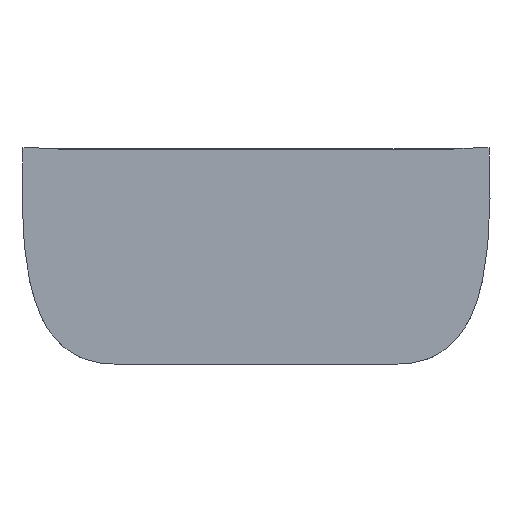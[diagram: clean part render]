
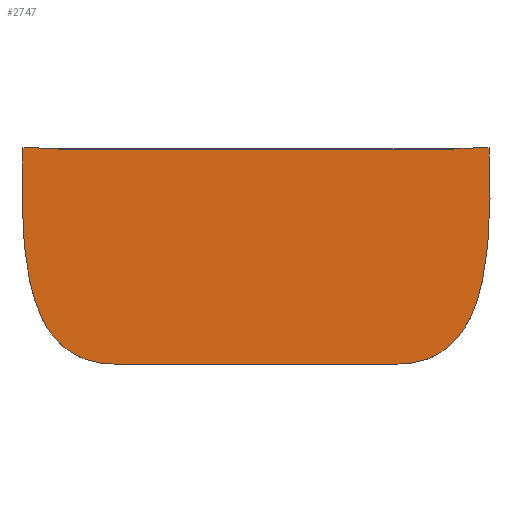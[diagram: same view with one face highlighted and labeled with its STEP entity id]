
A CAD part, front view. The second image highlights one B-rep face of the part: STEP entity #2747.
In plain terms, the highlighted planar face has unit normal (0, -1, 0).
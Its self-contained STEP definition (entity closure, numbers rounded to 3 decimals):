
#120=B_SPLINE_CURVE_WITH_KNOTS('',3,(#5384,#5385,#5386,#5387,#5388,#5389,
#5390,#5391,#5392,#5393,#5394,#5395),.UNSPECIFIED.,.F.,.F.,(4,1,1,1,1,1,
1,1,1,4),(0.,0.143,0.214,0.285,0.356,
0.428,0.57,0.713,0.855,
0.998),.UNSPECIFIED.);
#122=B_SPLINE_CURVE_WITH_KNOTS('',3,(#5421,#5422,#5423,#5424),
 .UNSPECIFIED.,.F.,.F.,(4,4),(1.,1.),.UNSPECIFIED.);
#123=B_SPLINE_CURVE_WITH_KNOTS('',3,(#5426,#5427,#5428,#5429,#5430,#5431,
#5432,#5433,#5434,#5435,#5436,#5437),.UNSPECIFIED.,.F.,.F.,(4,1,1,1,1,1,
1,1,1,4),(0.,0.143,0.214,0.285,0.357,
0.428,0.57,0.713,0.856,
0.998),.UNSPECIFIED.);
#333=FACE_OUTER_BOUND('',#497,.T.);
#497=EDGE_LOOP('',(#2361,#2362,#2363,#2364,#2365,#2366,#2367,#2368,#2369));
#750=LINE('',#5310,#1022);
#754=LINE('',#5326,#1026);
#757=LINE('',#5412,#1029);
#760=LINE('',#5418,#1032);
#761=LINE('',#5420,#1033);
#762=LINE('',#5438,#1034);
#1022=VECTOR('',#3518,10.);
#1026=VECTOR('',#3524,10.);
#1029=VECTOR('',#3529,10.);
#1032=VECTOR('',#3534,10.);
#1033=VECTOR('',#3535,10.);
#1034=VECTOR('',#3536,10.);
#1280=VERTEX_POINT('',#5308);
#1281=VERTEX_POINT('',#5309);
#1284=VERTEX_POINT('',#5322);
#1286=VERTEX_POINT('',#5325);
#1288=VERTEX_POINT('',#5383);
#1290=VERTEX_POINT('',#5411);
#1292=VERTEX_POINT('',#5417);
#1293=VERTEX_POINT('',#5419);
#1294=VERTEX_POINT('',#5425);
#1641=EDGE_CURVE('',#1280,#1281,#750,.T.);
#1646=EDGE_CURVE('',#1286,#1284,#754,.T.);
#1649=EDGE_CURVE('',#1288,#1286,#120,.T.);
#1652=EDGE_CURVE('',#1280,#1290,#757,.T.);
#1655=EDGE_CURVE('',#1292,#1284,#760,.T.);
#1656=EDGE_CURVE('',#1292,#1293,#761,.T.);
#1657=EDGE_CURVE('',#1293,#1290,#122,.T.);
#1658=EDGE_CURVE('',#1294,#1281,#123,.T.);
#1659=EDGE_CURVE('',#1288,#1294,#762,.T.);
#2361=ORIENTED_EDGE('',*,*,#1646,.T.);
#2362=ORIENTED_EDGE('',*,*,#1655,.F.);
#2363=ORIENTED_EDGE('',*,*,#1656,.T.);
#2364=ORIENTED_EDGE('',*,*,#1657,.T.);
#2365=ORIENTED_EDGE('',*,*,#1652,.F.);
#2366=ORIENTED_EDGE('',*,*,#1641,.T.);
#2367=ORIENTED_EDGE('',*,*,#1658,.F.);
#2368=ORIENTED_EDGE('',*,*,#1659,.F.);
#2369=ORIENTED_EDGE('',*,*,#1649,.T.);
#2542=PLANE('',#2951);
#2747=ADVANCED_FACE('',(#333),#2542,.T.);
#2951=AXIS2_PLACEMENT_3D('',#5416,#3532,#3533);
#3518=DIRECTION('',(-1.,0.,0.));
#3524=DIRECTION('',(-1.,0.,0.));
#3529=DIRECTION('',(0.999,0.,-0.047));
#3532=DIRECTION('center_axis',(0.,-1.,0.));
#3533=DIRECTION('ref_axis',(0.,0.,-1.));
#3534=DIRECTION('',(0.999,0.,0.054));
#3535=DIRECTION('',(-1.,0.,0.));
#3536=DIRECTION('',(-1.,0.,0.));
#5308=CARTESIAN_POINT('',(-204.756,-25.,112.756));
#5309=CARTESIAN_POINT('',(-212.252,-25.,112.756));
#5310=CARTESIAN_POINT('',(0.,-25.,112.756));
#5322=CARTESIAN_POINT('',(44.459,-25.,112.756));
#5325=CARTESIAN_POINT('',(52.252,-25.,112.756));
#5326=CARTESIAN_POINT('',(0.,-25.,112.756));
#5383=CARTESIAN_POINT('',(0.,-25.,-10.));
#5384=CARTESIAN_POINT('Ctrl Pts',(0.,-25.,-10.));
#5385=CARTESIAN_POINT('Ctrl Pts',(5.953,-25.,-10.031));
#5386=CARTESIAN_POINT('Ctrl Pts',(14.574,-25.,-8.713));
#5387=CARTESIAN_POINT('Ctrl Pts',(24.917,-25.,-3.659));
#5388=CARTESIAN_POINT('Ctrl Pts',(31.762,-25.,1.766));
#5389=CARTESIAN_POINT('Ctrl Pts',(37.478,-25.,8.619));
#5390=CARTESIAN_POINT('Ctrl Pts',(43.555,-25.,19.326));
#5391=CARTESIAN_POINT('Ctrl Pts',(48.629,-25.,35.187));
#5392=CARTESIAN_POINT('Ctrl Pts',(51.929,-25.,57.747));
#5393=CARTESIAN_POINT('Ctrl Pts',(53.111,-25.,83.534));
#5394=CARTESIAN_POINT('Ctrl Pts',(52.722,-25.,102.692));
#5395=CARTESIAN_POINT('Ctrl Pts',(52.252,-25.,112.756));
#5411=CARTESIAN_POINT('',(-192.258,-25.,112.164));
#5412=CARTESIAN_POINT('',(-212.235,-25.,113.11));
#5416=CARTESIAN_POINT('Origin',(0.,-25.,10.));
#5417=CARTESIAN_POINT('',(32.261,-25.,112.101));
#5418=CARTESIAN_POINT('',(52.232,-25.,113.173));
#5419=CARTESIAN_POINT('',(-192.261,-25.,112.101));
#5420=CARTESIAN_POINT('',(33.654,-25.,112.101));
#5421=CARTESIAN_POINT('Ctrl Pts',(-192.261,-25.,112.101));
#5422=CARTESIAN_POINT('Ctrl Pts',(-192.26,-25.,112.122));
#5423=CARTESIAN_POINT('Ctrl Pts',(-192.259,-25.,112.143));
#5424=CARTESIAN_POINT('Ctrl Pts',(-192.258,-25.,112.164));
#5425=CARTESIAN_POINT('',(-160.,-25.,-10.));
#5426=CARTESIAN_POINT('Ctrl Pts',(-159.937,-25.,-10.));
#5427=CARTESIAN_POINT('Ctrl Pts',(-165.892,-25.,-10.037));
#5428=CARTESIAN_POINT('Ctrl Pts',(-174.517,-25.,-8.73));
#5429=CARTESIAN_POINT('Ctrl Pts',(-184.87,-25.,-3.69));
#5430=CARTESIAN_POINT('Ctrl Pts',(-191.725,-25.,1.728));
#5431=CARTESIAN_POINT('Ctrl Pts',(-197.45,-25.,8.578));
#5432=CARTESIAN_POINT('Ctrl Pts',(-203.539,-25.,19.283));
#5433=CARTESIAN_POINT('Ctrl Pts',(-208.622,-25.,35.15));
#5434=CARTESIAN_POINT('Ctrl Pts',(-211.927,-25.,57.72));
#5435=CARTESIAN_POINT('Ctrl Pts',(-213.112,-25.,83.519));
#5436=CARTESIAN_POINT('Ctrl Pts',(-212.723,-25.,102.687));
#5437=CARTESIAN_POINT('Ctrl Pts',(-212.252,-25.,112.756));
#5438=CARTESIAN_POINT('',(0.,-25.,-10.));
